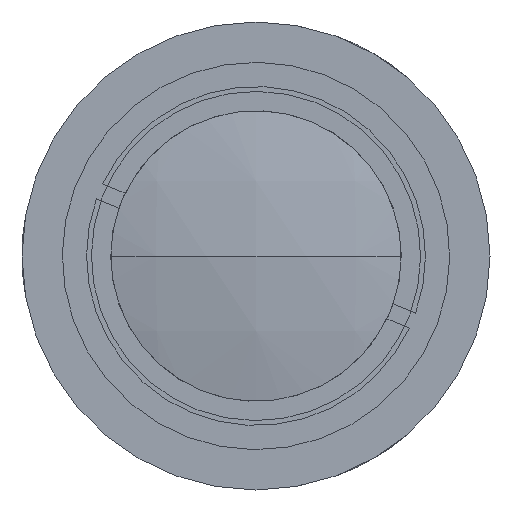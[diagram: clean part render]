
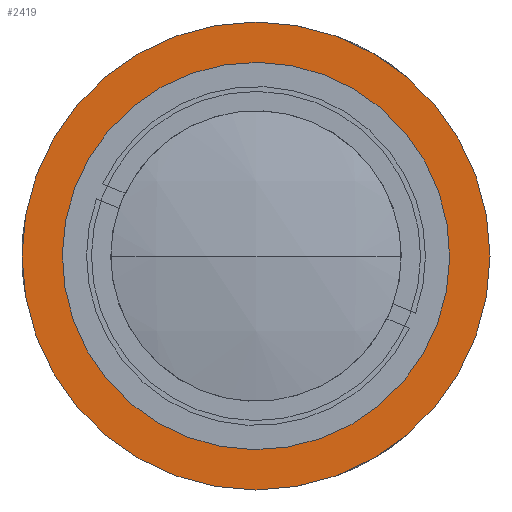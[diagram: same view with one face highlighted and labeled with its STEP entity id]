
A CAD part, left-side view. The second image highlights one B-rep face of the part: STEP entity #2419.
In plain terms, the highlighted planar face has unit normal (-1, 0, 0).
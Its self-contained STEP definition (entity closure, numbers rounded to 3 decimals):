
#141 = AXIS2_PLACEMENT_3D ( 'NONE', #2214, #1013, #2412 ) ;
#146 = VERTEX_POINT ( 'NONE', #2391 ) ;
#185 = AXIS2_PLACEMENT_3D ( 'NONE', #998, #2202, #1385 ) ;
#221 = CARTESIAN_POINT ( 'NONE',  ( 89.975, 0., 0. ) ) ;
#305 = CIRCLE ( 'NONE', #141, 11.5 ) ;
#440 = DIRECTION ( 'NONE',  ( 0., 0., 1. ) ) ;
#469 = CIRCLE ( 'NONE', #1111, 11.5 ) ;
#471 = EDGE_CURVE ( 'NONE', #146, #1122, #2068, .T. ) ;
#481 = EDGE_CURVE ( 'NONE', #1517, #1501, #469, .T. ) ;
#482 = DIRECTION ( 'NONE',  ( 0., 0., -1. ) ) ;
#602 = CARTESIAN_POINT ( 'NONE',  ( 89.975, 0., 0. ) ) ;
#693 = ORIENTED_EDGE ( 'NONE', *, *, #471, .T. ) ;
#712 = CIRCLE ( 'NONE', #1899, 14.5 ) ;
#752 = ORIENTED_EDGE ( 'NONE', *, *, #481, .F. ) ;
#795 = DIRECTION ( 'NONE',  ( 0., 0., 1. ) ) ;
#834 = FACE_OUTER_BOUND ( 'NONE', #1196, .T. ) ;
#882 = PLANE ( 'NONE',  #1302 ) ;
#923 = EDGE_CURVE ( 'NONE', #1122, #146, #712, .T. ) ;
#998 = CARTESIAN_POINT ( 'NONE',  ( 89.975, 0., 0. ) ) ;
#1013 = DIRECTION ( 'NONE',  ( -1., 0., 0. ) ) ;
#1076 = CARTESIAN_POINT ( 'NONE',  ( 89.975, 11.5, 0. ) ) ;
#1078 = CARTESIAN_POINT ( 'NONE',  ( 89.975, 0., 11.5 ) ) ;
#1111 = AXIS2_PLACEMENT_3D ( 'NONE', #602, #1996, #795 ) ;
#1122 = VERTEX_POINT ( 'NONE', #2157 ) ;
#1196 = EDGE_LOOP ( 'NONE', ( #2502, #693 ) ) ;
#1266 = EDGE_CURVE ( 'NONE', #1501, #1517, #305, .T. ) ;
#1302 = AXIS2_PLACEMENT_3D ( 'NONE', #1076, #1679, #482 ) ;
#1385 = DIRECTION ( 'NONE',  ( 0., 0., 1. ) ) ;
#1501 = VERTEX_POINT ( 'NONE', #1880 ) ;
#1517 = VERTEX_POINT ( 'NONE', #1078 ) ;
#1528 = EDGE_LOOP ( 'NONE', ( #752, #2226 ) ) ;
#1632 = DIRECTION ( 'NONE',  ( -1., 0., 0. ) ) ;
#1679 = DIRECTION ( 'NONE',  ( 1., 0., 0. ) ) ;
#1880 = CARTESIAN_POINT ( 'NONE',  ( 89.975, 0., -11.5 ) ) ;
#1899 = AXIS2_PLACEMENT_3D ( 'NONE', #221, #1632, #440 ) ;
#1957 = FACE_BOUND ( 'NONE', #1528, .T. ) ;
#1996 = DIRECTION ( 'NONE',  ( -1., 0., 0. ) ) ;
#2068 = CIRCLE ( 'NONE', #185, 14.5 ) ;
#2157 = CARTESIAN_POINT ( 'NONE',  ( 89.975, 0., 14.5 ) ) ;
#2202 = DIRECTION ( 'NONE',  ( -1., 0., 0. ) ) ;
#2214 = CARTESIAN_POINT ( 'NONE',  ( 89.975, 0., 0. ) ) ;
#2226 = ORIENTED_EDGE ( 'NONE', *, *, #1266, .F. ) ;
#2391 = CARTESIAN_POINT ( 'NONE',  ( 89.975, 0., -14.5 ) ) ;
#2412 = DIRECTION ( 'NONE',  ( 0., 0., 1. ) ) ;
#2419 = ADVANCED_FACE ( 'NONE', ( #1957, #834 ), #882, .F. ) ;
#2502 = ORIENTED_EDGE ( 'NONE', *, *, #923, .T. ) ;
